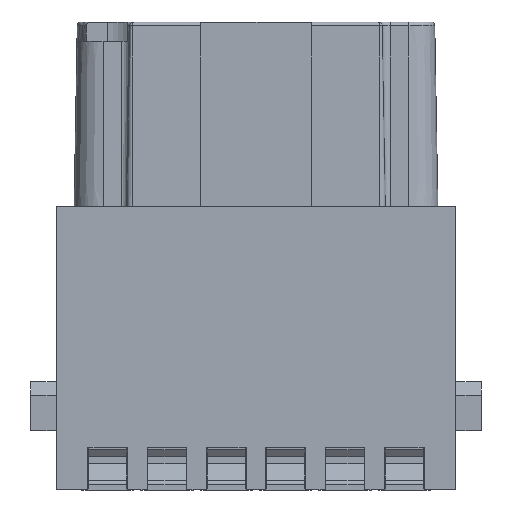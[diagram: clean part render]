
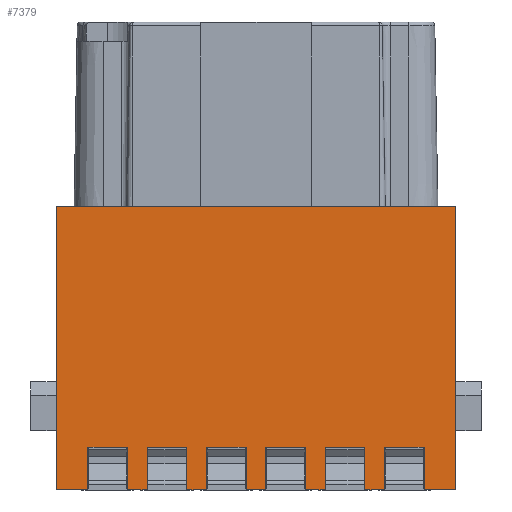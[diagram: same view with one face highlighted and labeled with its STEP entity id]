
A CAD part, left-side view. The second image highlights one B-rep face of the part: STEP entity #7379.
In plain terms, the highlighted planar face has unit normal (-1, 0, 0).
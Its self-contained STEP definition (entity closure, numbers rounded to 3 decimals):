
#6173=FACE_OUTER_BOUND('',#9901,.T.);
#7379=ADVANCED_FACE('',(#6173),#8560,.T.);
#8560=PLANE('',#33586);
#9901=EDGE_LOOP('',(#13818,#13819,#13820,#13821,#13822,#13823,#13824,#13825,
#13826,#13827,#13828,#13829,#13830,#13831,#13832,#13833,#13834,#13835,#13836,
#13837,#13838,#13839,#13840,#13841,#13842,#13843,#13844,#13845));
#13818=ORIENTED_EDGE('',*,*,#22747,.T.);
#13819=ORIENTED_EDGE('',*,*,#21012,.T.);
#13820=ORIENTED_EDGE('',*,*,#22748,.T.);
#13821=ORIENTED_EDGE('',*,*,#22647,.F.);
#13822=ORIENTED_EDGE('',*,*,#22640,.F.);
#13823=ORIENTED_EDGE('',*,*,#21096,.T.);
#13824=ORIENTED_EDGE('',*,*,#22183,.T.);
#13825=ORIENTED_EDGE('',*,*,#22177,.T.);
#13826=ORIENTED_EDGE('',*,*,#22378,.T.);
#13827=ORIENTED_EDGE('',*,*,#21082,.T.);
#13828=ORIENTED_EDGE('',*,*,#22385,.T.);
#13829=ORIENTED_EDGE('',*,*,#22379,.T.);
#13830=ORIENTED_EDGE('',*,*,#22436,.T.);
#13831=ORIENTED_EDGE('',*,*,#21068,.T.);
#13832=ORIENTED_EDGE('',*,*,#22443,.T.);
#13833=ORIENTED_EDGE('',*,*,#22437,.T.);
#13834=ORIENTED_EDGE('',*,*,#22501,.T.);
#13835=ORIENTED_EDGE('',*,*,#21054,.T.);
#13836=ORIENTED_EDGE('',*,*,#22508,.T.);
#13837=ORIENTED_EDGE('',*,*,#22502,.T.);
#13838=ORIENTED_EDGE('',*,*,#22559,.T.);
#13839=ORIENTED_EDGE('',*,*,#21040,.T.);
#13840=ORIENTED_EDGE('',*,*,#22566,.T.);
#13841=ORIENTED_EDGE('',*,*,#22560,.T.);
#13842=ORIENTED_EDGE('',*,*,#22625,.T.);
#13843=ORIENTED_EDGE('',*,*,#21026,.T.);
#13844=ORIENTED_EDGE('',*,*,#22636,.T.);
#13845=ORIENTED_EDGE('',*,*,#22626,.T.);
#18500=VERTEX_POINT('',#41990);
#18501=VERTEX_POINT('',#41992);
#18514=VERTEX_POINT('',#42018);
#18515=VERTEX_POINT('',#42020);
#18528=VERTEX_POINT('',#42046);
#18529=VERTEX_POINT('',#42048);
#18542=VERTEX_POINT('',#42074);
#18543=VERTEX_POINT('',#42076);
#18556=VERTEX_POINT('',#42102);
#18557=VERTEX_POINT('',#42104);
#18570=VERTEX_POINT('',#42130);
#18571=VERTEX_POINT('',#42132);
#18584=VERTEX_POINT('',#42158);
#18585=VERTEX_POINT('',#42160);
#19431=VERTEX_POINT('',#44712);
#19432=VERTEX_POINT('',#44713);
#19561=VERTEX_POINT('',#45136);
#19562=VERTEX_POINT('',#45137);
#19600=VERTEX_POINT('',#45257);
#19601=VERTEX_POINT('',#45258);
#19642=VERTEX_POINT('',#45391);
#19643=VERTEX_POINT('',#45392);
#19681=VERTEX_POINT('',#45512);
#19682=VERTEX_POINT('',#45513);
#19723=VERTEX_POINT('',#45647);
#19724=VERTEX_POINT('',#45648);
#19732=VERTEX_POINT('',#45675);
#19737=VERTEX_POINT('',#45688);
#21012=EDGE_CURVE('',#18501,#18500,#26726,.T.);
#21026=EDGE_CURVE('',#18515,#18514,#26737,.T.);
#21040=EDGE_CURVE('',#18529,#18528,#26748,.T.);
#21054=EDGE_CURVE('',#18543,#18542,#26759,.T.);
#21068=EDGE_CURVE('',#18557,#18556,#26770,.T.);
#21082=EDGE_CURVE('',#18571,#18570,#26781,.T.);
#21096=EDGE_CURVE('',#18585,#18584,#26792,.T.);
#22177=EDGE_CURVE('',#19431,#19432,#27517,.T.);
#22183=EDGE_CURVE('',#18584,#19431,#27523,.T.);
#22378=EDGE_CURVE('',#19432,#18571,#27640,.T.);
#22379=EDGE_CURVE('',#19561,#19562,#27641,.T.);
#22385=EDGE_CURVE('',#18570,#19561,#27647,.T.);
#22436=EDGE_CURVE('',#19562,#18557,#27680,.T.);
#22437=EDGE_CURVE('',#19600,#19601,#27681,.T.);
#22443=EDGE_CURVE('',#18556,#19600,#27687,.T.);
#22501=EDGE_CURVE('',#19601,#18543,#27725,.T.);
#22502=EDGE_CURVE('',#19642,#19643,#27726,.T.);
#22508=EDGE_CURVE('',#18542,#19642,#27732,.T.);
#22559=EDGE_CURVE('',#19643,#18529,#27765,.T.);
#22560=EDGE_CURVE('',#19681,#19682,#27766,.T.);
#22566=EDGE_CURVE('',#18528,#19681,#27772,.T.);
#22625=EDGE_CURVE('',#19682,#18515,#27811,.T.);
#22626=EDGE_CURVE('',#19723,#19724,#27812,.T.);
#22636=EDGE_CURVE('',#18514,#19723,#27820,.T.);
#22640=EDGE_CURVE('',#18585,#19732,#27824,.T.);
#22647=EDGE_CURVE('',#19732,#19737,#27830,.T.);
#22747=EDGE_CURVE('',#19724,#18501,#27877,.T.);
#22748=EDGE_CURVE('',#18500,#19737,#27878,.T.);
#26726=LINE('',#41991,#29172);
#26737=LINE('',#42019,#29183);
#26748=LINE('',#42047,#29194);
#26759=LINE('',#42075,#29205);
#26770=LINE('',#42103,#29216);
#26781=LINE('',#42131,#29227);
#26792=LINE('',#42159,#29238);
#27517=LINE('',#44711,#29963);
#27523=LINE('',#44724,#29969);
#27640=LINE('',#45133,#30086);
#27641=LINE('',#45135,#30087);
#27647=LINE('',#45148,#30093);
#27680=LINE('',#45254,#30126);
#27681=LINE('',#45256,#30127);
#27687=LINE('',#45269,#30133);
#27725=LINE('',#45388,#30171);
#27726=LINE('',#45390,#30172);
#27732=LINE('',#45403,#30178);
#27765=LINE('',#45509,#30211);
#27766=LINE('',#45511,#30212);
#27772=LINE('',#45524,#30218);
#27811=LINE('',#45644,#30257);
#27812=LINE('',#45646,#30258);
#27820=LINE('',#45667,#30266);
#27824=LINE('',#45674,#30270);
#27830=LINE('',#45687,#30276);
#27877=LINE('',#46385,#30323);
#27878=LINE('',#46387,#30324);
#29172=VECTOR('',#34980,1.);
#29183=VECTOR('',#34997,1.);
#29194=VECTOR('',#35014,1.);
#29205=VECTOR('',#35031,1.);
#29216=VECTOR('',#35048,1.);
#29227=VECTOR('',#35065,1.);
#29238=VECTOR('',#35082,1.);
#29963=VECTOR('',#36795,1.);
#29969=VECTOR('',#36805,1.);
#30086=VECTOR('',#37170,1.);
#30087=VECTOR('',#37173,1.);
#30093=VECTOR('',#37183,1.);
#30126=VECTOR('',#37266,1.);
#30127=VECTOR('',#37269,1.);
#30133=VECTOR('',#37279,1.);
#30171=VECTOR('',#37377,1.);
#30172=VECTOR('',#37380,1.);
#30178=VECTOR('',#37390,1.);
#30211=VECTOR('',#37473,1.);
#30212=VECTOR('',#37476,1.);
#30218=VECTOR('',#37486,1.);
#30257=VECTOR('',#37585,1.);
#30258=VECTOR('',#37588,1.);
#30266=VECTOR('',#37606,1.);
#30270=VECTOR('',#37614,1.);
#30276=VECTOR('',#37624,1.);
#30323=VECTOR('',#37791,1.);
#30324=VECTOR('',#37794,1.);
#33586=AXIS2_PLACEMENT_3D('',#46388,#37795,#37796);
#34980=DIRECTION('',(0.,-1.,0.));
#34997=DIRECTION('',(0.,-1.,0.));
#35014=DIRECTION('',(0.,-1.,0.));
#35031=DIRECTION('',(0.,-1.,0.));
#35048=DIRECTION('',(0.,-1.,0.));
#35065=DIRECTION('',(0.,-1.,0.));
#35082=DIRECTION('',(0.,-1.,0.));
#36795=DIRECTION('',(0.,-1.,0.));
#36805=DIRECTION('',(0.,0.,1.));
#37170=DIRECTION('',(0.,0.,-1.));
#37173=DIRECTION('',(0.,-1.,0.));
#37183=DIRECTION('',(0.,0.,1.));
#37266=DIRECTION('',(0.,0.,-1.));
#37269=DIRECTION('',(0.,-1.,0.));
#37279=DIRECTION('',(0.,0.,1.));
#37377=DIRECTION('',(0.,0.,-1.));
#37380=DIRECTION('',(0.,-1.,0.));
#37390=DIRECTION('',(0.,0.,1.));
#37473=DIRECTION('',(0.,0.,-1.));
#37476=DIRECTION('',(0.,-1.,0.));
#37486=DIRECTION('',(0.,0.,1.));
#37585=DIRECTION('',(0.,0.,-1.));
#37588=DIRECTION('',(0.,-1.,0.));
#37606=DIRECTION('',(0.,0.,1.));
#37614=DIRECTION('',(0.,0.,1.));
#37624=DIRECTION('',(0.,-1.,0.));
#37791=DIRECTION('',(0.,0.,-1.));
#37794=DIRECTION('',(0.,0.,1.));
#37795=DIRECTION('',(-1.,0.,0.));
#37796=DIRECTION('',(0.,-1.,0.));
#41990=CARTESIAN_POINT('',(-7.325,-15.15,-19.8));
#41991=CARTESIAN_POINT('',(-7.325,-12.75,-19.8));
#41992=CARTESIAN_POINT('',(-7.325,-12.75,-19.8));
#42018=CARTESIAN_POINT('',(-7.325,-9.75,-19.8));
#42019=CARTESIAN_POINT('',(-7.325,-8.25,-19.8));
#42020=CARTESIAN_POINT('',(-7.325,-8.25,-19.8));
#42046=CARTESIAN_POINT('',(-7.325,-5.25,-19.8));
#42047=CARTESIAN_POINT('',(-7.325,-3.75,-19.8));
#42048=CARTESIAN_POINT('',(-7.325,-3.75,-19.8));
#42074=CARTESIAN_POINT('',(-7.325,-0.75,-19.8));
#42075=CARTESIAN_POINT('',(-7.325,0.75,-19.8));
#42076=CARTESIAN_POINT('',(-7.325,0.75,-19.8));
#42102=CARTESIAN_POINT('',(-7.325,3.75,-19.8));
#42103=CARTESIAN_POINT('',(-7.325,5.25,-19.8));
#42104=CARTESIAN_POINT('',(-7.325,5.25,-19.8));
#42130=CARTESIAN_POINT('',(-7.325,8.25,-19.8));
#42131=CARTESIAN_POINT('',(-7.325,9.75,-19.8));
#42132=CARTESIAN_POINT('',(-7.325,9.75,-19.8));
#42158=CARTESIAN_POINT('',(-7.325,12.75,-19.8));
#42159=CARTESIAN_POINT('',(-7.325,15.15,-19.8));
#42160=CARTESIAN_POINT('',(-7.325,15.15,-19.8));
#44711=CARTESIAN_POINT('',(-7.325,12.75,-16.55));
#44712=CARTESIAN_POINT('',(-7.325,12.75,-16.55));
#44713=CARTESIAN_POINT('',(-7.325,9.75,-16.55));
#44724=CARTESIAN_POINT('',(-7.325,12.75,-19.8));
#45133=CARTESIAN_POINT('',(-7.325,9.75,-16.55));
#45135=CARTESIAN_POINT('',(-7.325,8.25,-16.55));
#45136=CARTESIAN_POINT('',(-7.325,8.25,-16.55));
#45137=CARTESIAN_POINT('',(-7.325,5.25,-16.55));
#45148=CARTESIAN_POINT('',(-7.325,8.25,-19.8));
#45254=CARTESIAN_POINT('',(-7.325,5.25,-16.55));
#45256=CARTESIAN_POINT('',(-7.325,3.75,-16.55));
#45257=CARTESIAN_POINT('',(-7.325,3.75,-16.55));
#45258=CARTESIAN_POINT('',(-7.325,0.75,-16.55));
#45269=CARTESIAN_POINT('',(-7.325,3.75,-19.8));
#45388=CARTESIAN_POINT('',(-7.325,0.75,-16.55));
#45390=CARTESIAN_POINT('',(-7.325,-0.75,-16.55));
#45391=CARTESIAN_POINT('',(-7.325,-0.75,-16.55));
#45392=CARTESIAN_POINT('',(-7.325,-3.75,-16.55));
#45403=CARTESIAN_POINT('',(-7.325,-0.75,-19.8));
#45509=CARTESIAN_POINT('',(-7.325,-3.75,-16.55));
#45511=CARTESIAN_POINT('',(-7.325,-5.25,-16.55));
#45512=CARTESIAN_POINT('',(-7.325,-5.25,-16.55));
#45513=CARTESIAN_POINT('',(-7.325,-8.25,-16.55));
#45524=CARTESIAN_POINT('',(-7.325,-5.25,-19.8));
#45644=CARTESIAN_POINT('',(-7.325,-8.25,-16.55));
#45646=CARTESIAN_POINT('',(-7.325,-9.75,-16.55));
#45647=CARTESIAN_POINT('',(-7.325,-9.75,-16.55));
#45648=CARTESIAN_POINT('',(-7.325,-12.75,-16.55));
#45667=CARTESIAN_POINT('',(-7.325,-9.75,-19.8));
#45674=CARTESIAN_POINT('',(-7.325,15.15,-19.8));
#45675=CARTESIAN_POINT('',(-7.325,15.15,1.7));
#45687=CARTESIAN_POINT('',(-7.325,15.15,1.7));
#45688=CARTESIAN_POINT('',(-7.325,-15.15,1.7));
#46385=CARTESIAN_POINT('',(-7.325,-12.75,-16.55));
#46387=CARTESIAN_POINT('',(-7.325,-15.15,-19.8));
#46388=CARTESIAN_POINT('',(-7.325,15.25,-19.9));
